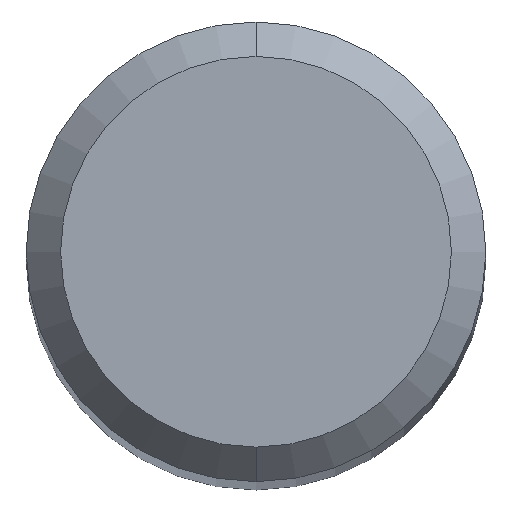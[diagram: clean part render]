
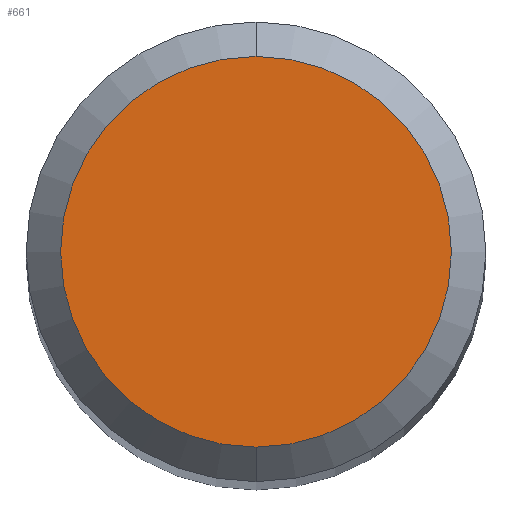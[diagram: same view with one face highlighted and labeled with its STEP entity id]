
A CAD part, top view. The second image highlights one B-rep face of the part: STEP entity #661.
In plain terms, the highlighted planar face has unit normal (0, 0, 1).
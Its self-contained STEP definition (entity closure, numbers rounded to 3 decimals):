
#401=EDGE_CURVE('',#905,#1079,#1156,.T.);
#661=ADVANCED_FACE('',(#1445),#1446,.T.);
#811=EDGE_CURVE('',#1079,#905,#1603,.T.);
#905=VERTEX_POINT('',#1706);
#1079=VERTEX_POINT('',#1896);
#1156=CIRCLE('',#1970,1.7);
#1445=FACE_OUTER_BOUND('',#3570,.T.);
#1446=PLANE('',#3571);
#1603=CIRCLE('',#3987,1.7);
#1706=CARTESIAN_POINT('',(0.0,1.7,0.0));
#1896=CARTESIAN_POINT('',(0.,-1.7,0.0));
#1970=AXIS2_PLACEMENT_3D('',#5185,#5186,#5187);
#3570=EDGE_LOOP('',(#5504,#5505));
#3571=AXIS2_PLACEMENT_3D('',#5506,#5507,#5508);
#3987=AXIS2_PLACEMENT_3D('',#5628,#5629,#5630);
#5185=CARTESIAN_POINT('',(0.0,0.0,0.0));
#5186=DIRECTION('',(0.0,0.0,-1.0));
#5187=DIRECTION('',(0.0,1.0,0.0));
#5504=ORIENTED_EDGE('',*,*,#401,.F.);
#5505=ORIENTED_EDGE('',*,*,#811,.F.);
#5506=CARTESIAN_POINT('',(0.0,0.85,0.0));
#5507=DIRECTION('',(-0.0,0.0,1.0));
#5508=DIRECTION('',(0.0,-1.0,0.0));
#5628=CARTESIAN_POINT('',(0.0,0.0,0.0));
#5629=DIRECTION('',(0.0,0.0,-1.0));
#5630=DIRECTION('',(0.0,1.0,0.0));
